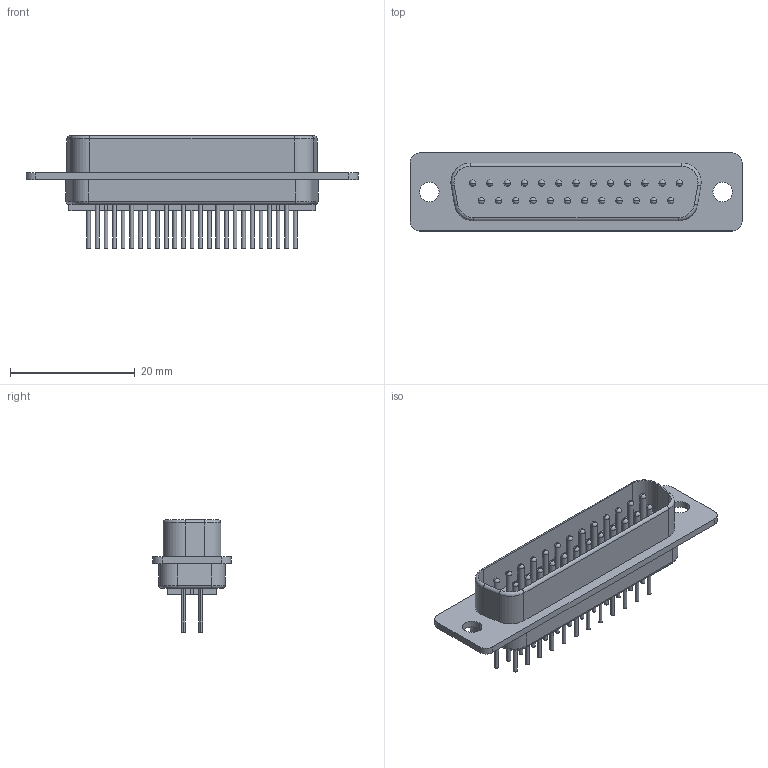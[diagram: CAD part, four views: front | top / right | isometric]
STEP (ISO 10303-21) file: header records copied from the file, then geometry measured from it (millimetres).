
FILE_DESCRIPTION((''),'2;1');
FILE_NAME('HARTING_09 67 025 5655.stp','2013-06-11T15:34:09',(''),(''),'Mechanical Desktop 2011','Mechanical Desktop 2011',', , ');
FILE_SCHEMA(('AUTOMOTIVE_DESIGN { 1 2 10303 214 1 1 1 1 }'));
Length unit declared in the file: millimetre
Products named in the file (1): Product
Bounding box: 53.2 x 12.5 x 18 mm (x, y, z)
Volume: 2806.9 mm3; surface area: 5676.5 mm2
Topology: 56 solids, 56 shells, 339 faces, 680 edges, 401 vertices
Faces by surface type: cylinder 144, plane 126, sphere 50, bspline 11, torus 8
Entity records: 8510 total; most frequent: DIRECTION 1626, CARTESIAN_POINT 1404, ORIENTED_EDGE 1260, AXIS2_PLACEMENT_3D 667, EDGE_CURVE 630, VERTEX_POINT 401, EDGE_LOOP 347, FACE_OUTER_BOUND 339
